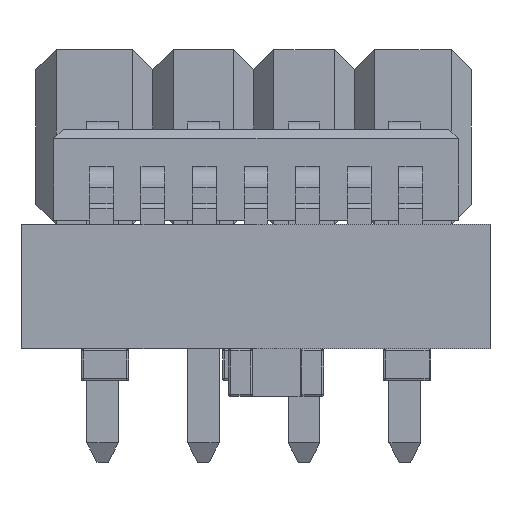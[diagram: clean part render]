
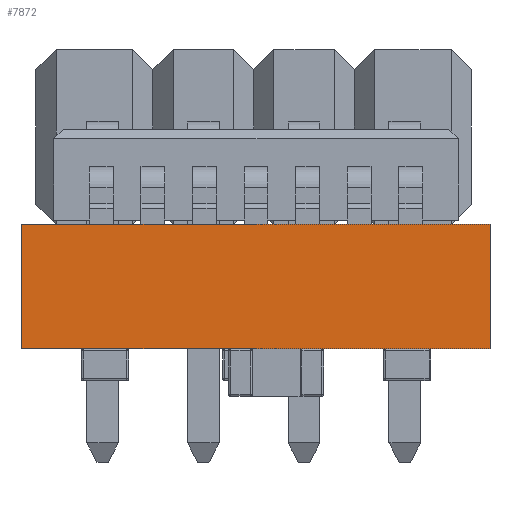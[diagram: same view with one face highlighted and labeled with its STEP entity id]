
A CAD part, front view. The second image highlights one B-rep face of the part: STEP entity #7872.
In plain terms, the highlighted planar face has unit normal (0, -1, 0).
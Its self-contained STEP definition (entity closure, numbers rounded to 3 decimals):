
#136=PLANE('',#8413);
#450=FACE_OUTER_BOUND('',#909,.T.);
#909=EDGE_LOOP('',(#5140,#5141,#5142,#5143));
#1415=LINE('',#11450,#2261);
#1416=LINE('',#11453,#2262);
#1417=LINE('',#11455,#2263);
#1418=LINE('',#11456,#2264);
#2261=VECTOR('',#9175,10.);
#2262=VECTOR('',#9178,10.);
#2263=VECTOR('',#9179,10.);
#2264=VECTOR('',#9180,10.);
#3358=VERTEX_POINT('',#11443);
#3361=VERTEX_POINT('',#11448);
#3362=VERTEX_POINT('',#11452);
#3363=VERTEX_POINT('',#11454);
#4039=EDGE_CURVE('',#3358,#3361,#1415,.T.);
#4040=EDGE_CURVE('',#3362,#3358,#1416,.T.);
#4041=EDGE_CURVE('',#3363,#3361,#1417,.T.);
#4042=EDGE_CURVE('',#3362,#3363,#1418,.T.);
#5140=ORIENTED_EDGE('',*,*,#4040,.T.);
#5141=ORIENTED_EDGE('',*,*,#4039,.T.);
#5142=ORIENTED_EDGE('',*,*,#4041,.F.);
#5143=ORIENTED_EDGE('',*,*,#4042,.F.);
#7872=ADVANCED_FACE('',(#450),#136,.T.);
#8413=AXIS2_PLACEMENT_3D('',#11451,#9176,#9177);
#9175=DIRECTION('',(0.,0.,1.));
#9176=DIRECTION('center_axis',(0.,-1.,0.));
#9177=DIRECTION('ref_axis',(1.,0.,0.));
#9178=DIRECTION('',(1.,0.,0.));
#9179=DIRECTION('',(1.,0.,0.));
#9180=DIRECTION('',(0.,0.,1.));
#11443=CARTESIAN_POINT('',(5.9,0.,0.));
#11448=CARTESIAN_POINT('',(5.9,0.,1.57));
#11450=CARTESIAN_POINT('',(5.9,0.,0.));
#11451=CARTESIAN_POINT('Origin',(0.,0.,0.));
#11452=CARTESIAN_POINT('',(0.,0.,0.));
#11453=CARTESIAN_POINT('',(0.,0.,0.));
#11454=CARTESIAN_POINT('',(0.,0.,1.57));
#11455=CARTESIAN_POINT('',(0.,0.,1.57));
#11456=CARTESIAN_POINT('',(0.,0.,0.));
